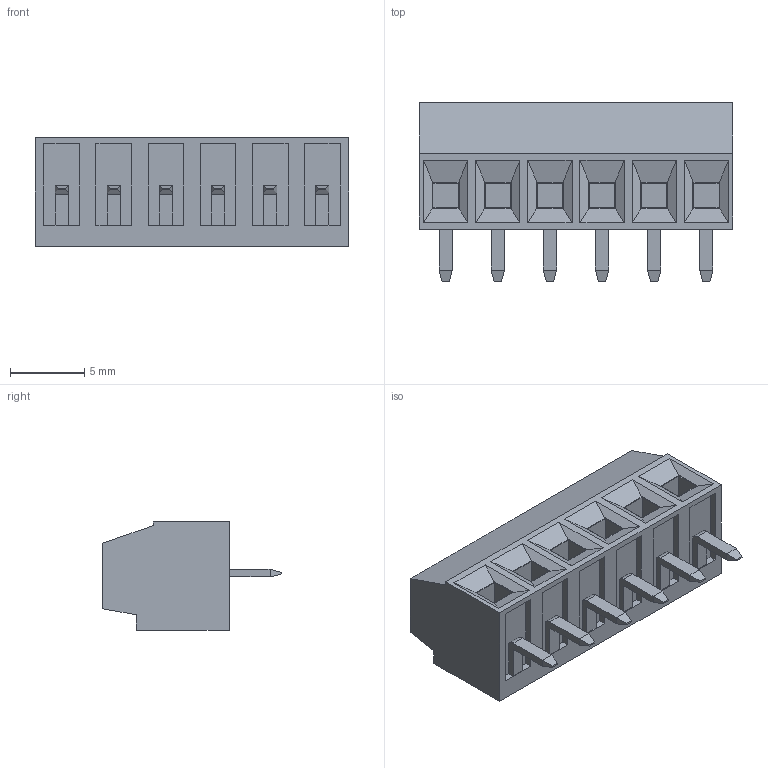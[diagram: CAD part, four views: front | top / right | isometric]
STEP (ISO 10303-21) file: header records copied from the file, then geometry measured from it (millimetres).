
FILE_DESCRIPTION(('STEP AP242'),'1');
FILE_NAME('393570006.stp','2026-01-20T22:49:05',('TraceParts'),('TraceParts S.A.S.'),'Spatial InterOp 3D',' ',' ');
FILE_SCHEMA(('AP242_MANAGED_MODEL_BASED_3D_ENGINEERING_MIM_LF {1 0 10303 442 1 1 4}'));
Length unit declared in the file: millimetre
Products named in the file (1): 1
Bounding box: 21.08 x 12.01 x 7.29 mm (x, y, z)
Volume: 1042.4 mm3; surface area: 1229.9 mm2
Topology: 1 solids, 1 shells, 268 faces, 684 edges, 448 vertices
Faces by surface type: plane 220, cylinder 24, cone 12, torus 12
Entity records: 10500 total; most frequent: CARTESIAN_POINT 1857, ORIENTED_EDGE 1368, DIRECTION 1282, EDGE_CURVE 684, LINE 528, VECTOR 528, VERTEX_POINT 448, AXIS2_PLACEMENT_3D 377
